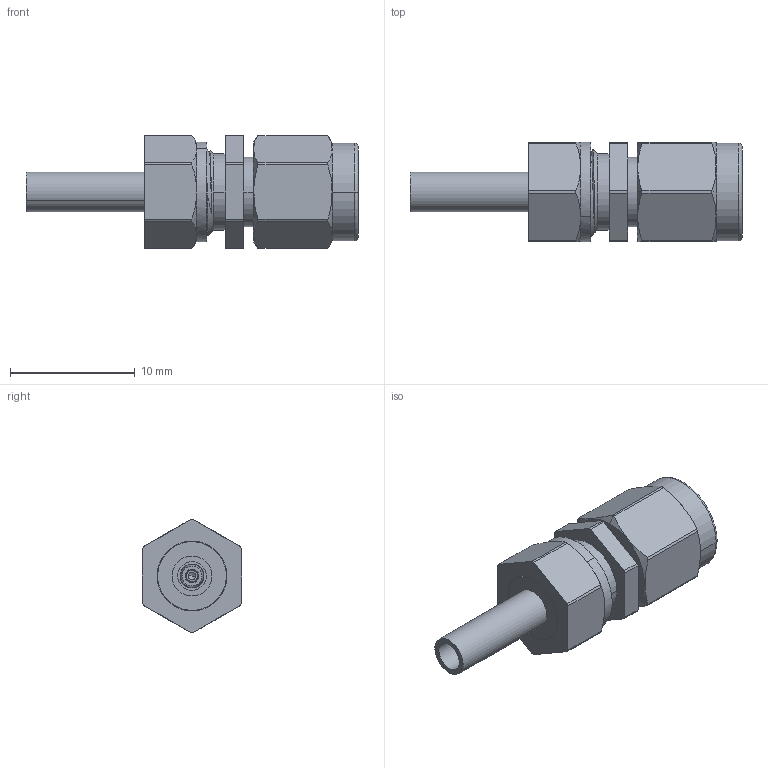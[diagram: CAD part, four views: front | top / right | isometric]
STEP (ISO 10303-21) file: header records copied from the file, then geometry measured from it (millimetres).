
FILE_DESCRIPTION (( 'STEP AP203' ), '1' );
FILE_NAME ('PE4398_3D.STEP', '2020-09-22T07:37:27', ( '' ), ( '' ), 'SwSTEP 2.0', 'SolidWorks 2018', '' );
FILE_SCHEMA (( 'CONFIG_CONTROL_DESIGN' ));
Length unit declared in the file: inch
Products named in the file (1): PE4398_3D
Bounding box: 26.6 x 8 x 9.05 mm (x, y, z)
Volume: 796.2 mm3; surface area: 1527.9 mm2
Topology: 5 solids, 5 shells, 919 faces, 2008 edges, 1104 vertices
Faces by surface type: bspline 547, cylinder 235, plane 104, cone 23, torus 10
Entity records: 38463 total; most frequent: CARTESIAN_POINT 25147, ORIENTED_EDGE 4008, EDGE_CURVE 2004, DIRECTION 1345, VERTEX_POINT 1104, EDGE_LOOP 938, ADVANCED_FACE 919, FACE_OUTER_BOUND 919
